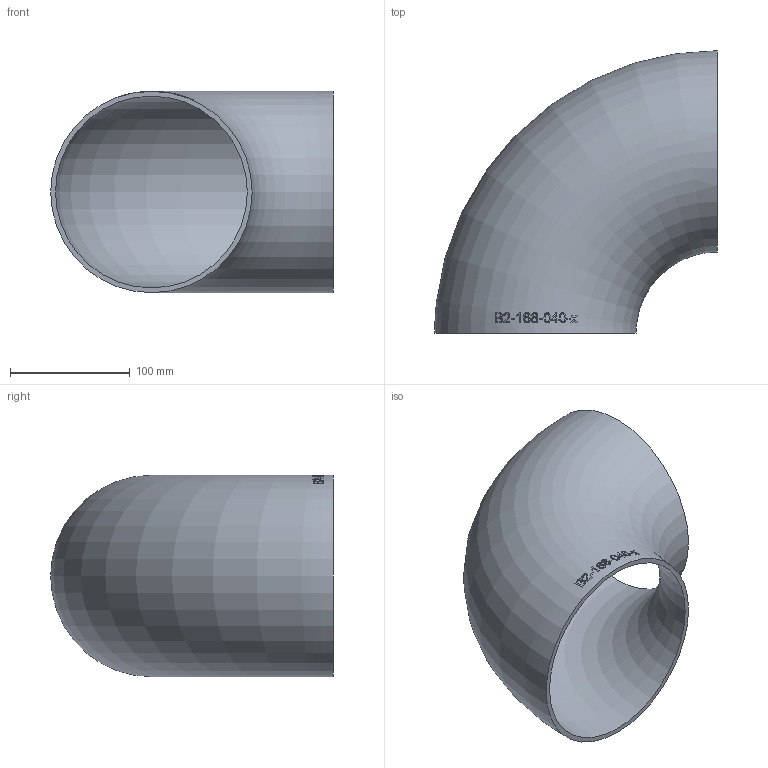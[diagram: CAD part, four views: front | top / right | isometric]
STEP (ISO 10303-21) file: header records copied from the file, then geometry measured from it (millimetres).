
FILE_DESCRIPTION (( 'STEP AP214' ), '1' );
FILE_NAME ('B2-168-040-x Bogen 2003.STEP', '2020-03-31T14:03:38', ( '' ), ( '' ), 'SwSTEP 2.0', 'SolidWorks 2019', '' );
FILE_SCHEMA (( 'AUTOMOTIVE_DESIGN' ));
Length unit declared in the file: millimetre
Products named in the file (1): B2-168-040-x Bogen 2003
Bounding box: 236.15 x 236.15 x 168.3 mm (x, y, z)
Volume: 492952.7 mm3; surface area: 250622.6 mm2
Topology: 1 solids, 1 shells, 157 faces, 409 edges, 273 vertices
Faces by surface type: bspline 132, torus 23, plane 2
Entity records: 26168 total; most frequent: CARTESIAN_POINT 21919, ORIENTED_EDGE 800, EDGE_CURVE 400, B_SPLINE_CURVE_WITH_KNOTS 396, VERTEX_POINT 268, EDGE_LOOP 180, FACE_OUTER_BOUND 158, ADVANCED_FACE 156
